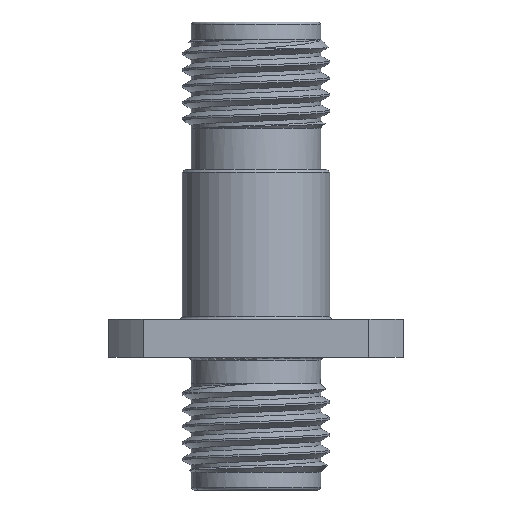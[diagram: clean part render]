
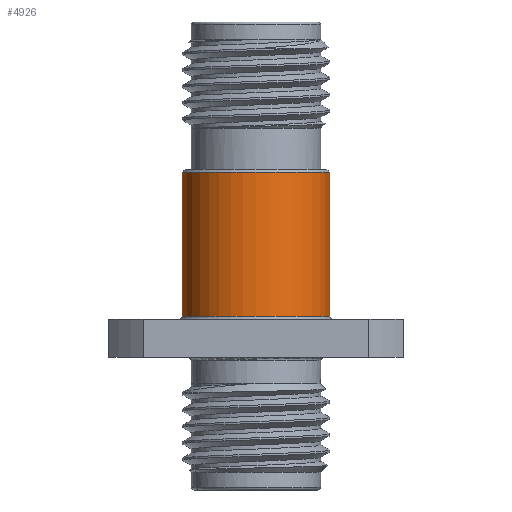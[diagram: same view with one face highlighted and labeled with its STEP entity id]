
A CAD part, front view. The second image highlights one B-rep face of the part: STEP entity #4926.
In plain terms, the highlighted cylindrical face has radius 3.175 mm (diameter 6.35 mm), a partial arc.
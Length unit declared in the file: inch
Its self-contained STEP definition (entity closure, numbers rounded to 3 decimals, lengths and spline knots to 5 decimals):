
#16 = LINE ( 'NONE', #4755, #143 ) ;
#62 = DIRECTION ( 'NONE',  ( 0., 0., -1. ) ) ;
#143 = VECTOR ( 'NONE', #496, 39.37008 ) ;
#167 = FACE_OUTER_BOUND ( 'NONE', #1891, .T. ) ;
#261 = EDGE_CURVE ( 'NONE', #3027, #2923, #16, .T. ) ;
#496 = DIRECTION ( 'NONE',  ( 0., 0., 1. ) ) ;
#571 = AXIS2_PLACEMENT_3D ( 'NONE', #4237, #5201, #5635 ) ;
#581 = CIRCLE ( 'NONE', #5397, 0.125 ) ;
#598 = ORIENTED_EDGE ( 'NONE', *, *, #5783, .T. ) ;
#1097 = CARTESIAN_POINT ( 'NONE',  ( 0., 0., -0.41855 ) ) ;
#1196 = CARTESIAN_POINT ( 'NONE',  ( 0.125, 0., 0.249 ) ) ;
#1236 = CARTESIAN_POINT ( 'NONE',  ( -0.125, 0., -0.41855 ) ) ;
#1407 = DIRECTION ( 'NONE',  ( -1., 0., 0. ) ) ;
#1891 = EDGE_LOOP ( 'NONE', ( #3393, #598, #3897, #3728 ) ) ;
#1897 = EDGE_CURVE ( 'NONE', #4505, #2893, #5899, .T. ) ;
#1918 = VECTOR ( 'NONE', #4503, 39.37008 ) ;
#2587 = CARTESIAN_POINT ( 'NONE',  ( 0.125, 0., 0.005 ) ) ;
#2893 = VERTEX_POINT ( 'NONE', #5780 ) ;
#2923 = VERTEX_POINT ( 'NONE', #1196 ) ;
#2966 = CARTESIAN_POINT ( 'NONE',  ( -0.125, 0., 0.005 ) ) ;
#2995 = DIRECTION ( 'NONE',  ( 1., 0., 0. ) ) ;
#3027 = VERTEX_POINT ( 'NONE', #2587 ) ;
#3278 = CIRCLE ( 'NONE', #571, 0.125 ) ;
#3303 = CARTESIAN_POINT ( 'NONE',  ( 0., 0., 0.249 ) ) ;
#3393 = ORIENTED_EDGE ( 'NONE', *, *, #1897, .F. ) ;
#3448 = DIRECTION ( 'NONE',  ( 0., 0., 1. ) ) ;
#3728 = ORIENTED_EDGE ( 'NONE', *, *, #5760, .T. ) ;
#3897 = ORIENTED_EDGE ( 'NONE', *, *, #261, .T. ) ;
#4237 = CARTESIAN_POINT ( 'NONE',  ( 0., 0., 0.005 ) ) ;
#4503 = DIRECTION ( 'NONE',  ( 0., 0., 1. ) ) ;
#4505 = VERTEX_POINT ( 'NONE', #2966 ) ;
#4506 = AXIS2_PLACEMENT_3D ( 'NONE', #1097, #3448, #2995 ) ;
#4755 = CARTESIAN_POINT ( 'NONE',  ( 0.125, 0., -0.41855 ) ) ;
#4926 = ADVANCED_FACE ( 'NONE', ( #167 ), #5205, .T. ) ;
#5201 = DIRECTION ( 'NONE',  ( 0., 0., 1. ) ) ;
#5205 = CYLINDRICAL_SURFACE ( 'NONE', #4506, 0.125 ) ;
#5397 = AXIS2_PLACEMENT_3D ( 'NONE', #3303, #62, #1407 ) ;
#5635 = DIRECTION ( 'NONE',  ( -1., 0., 0. ) ) ;
#5760 = EDGE_CURVE ( 'NONE', #2923, #2893, #581, .T. ) ;
#5780 = CARTESIAN_POINT ( 'NONE',  ( -0.125, 0., 0.249 ) ) ;
#5783 = EDGE_CURVE ( 'NONE', #4505, #3027, #3278, .T. ) ;
#5899 = LINE ( 'NONE', #1236, #1918 ) ;
